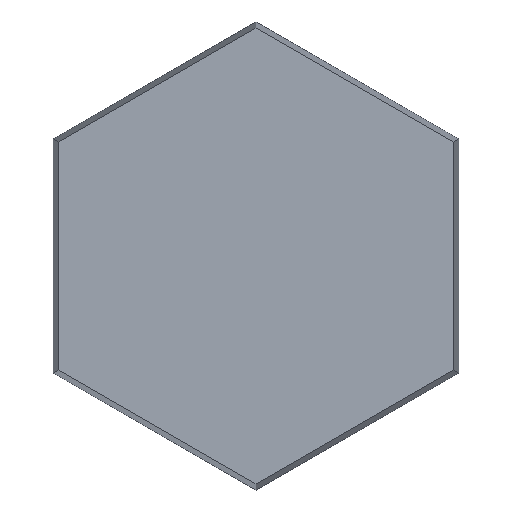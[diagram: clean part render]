
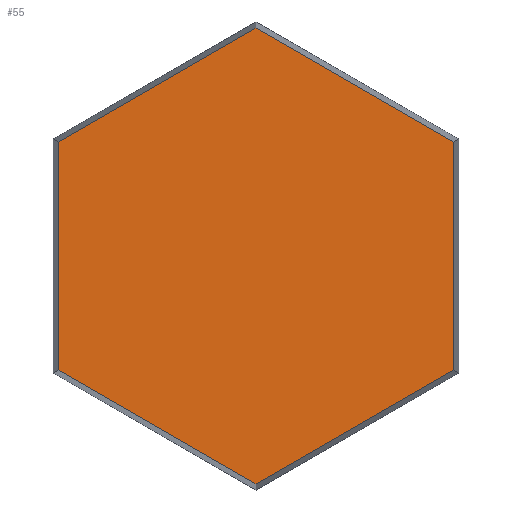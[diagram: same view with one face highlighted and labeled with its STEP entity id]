
A CAD part, front view. The second image highlights one B-rep face of the part: STEP entity #55.
In plain terms, the highlighted planar face has unit normal (0, -1, 0).
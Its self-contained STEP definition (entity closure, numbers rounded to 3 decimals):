
#55 = ADVANCED_FACE( '', ( #107 ), #108, .F. );
#107 = FACE_OUTER_BOUND( '', #150, .T. );
#108 = PLANE( '', #151 );
#150 = EDGE_LOOP( '', ( #230, #231, #232, #233, #234, #235 ) );
#151 = AXIS2_PLACEMENT_3D( '', #236, #237, #238 );
#230 = ORIENTED_EDGE( '', *, *, #263, .F. );
#231 = ORIENTED_EDGE( '', *, *, #255, .F. );
#232 = ORIENTED_EDGE( '', *, *, #247, .F. );
#233 = ORIENTED_EDGE( '', *, *, #268, .F. );
#234 = ORIENTED_EDGE( '', *, *, #242, .F. );
#235 = ORIENTED_EDGE( '', *, *, #260, .F. );
#236 = CARTESIAN_POINT( '', ( 0., 0., 0. ) );
#237 = DIRECTION( '', ( 0., 1., 0. ) );
#238 = DIRECTION( '', ( 0., 0., 1. ) );
#242 = EDGE_CURVE( '', #275, #277, #278, .T. );
#247 = EDGE_CURVE( '', #284, #286, #287, .T. );
#255 = EDGE_CURVE( '', #286, #298, #299, .T. );
#260 = EDGE_CURVE( '', #304, #275, #306, .T. );
#263 = EDGE_CURVE( '', #298, #304, #309, .T. );
#268 = EDGE_CURVE( '', #277, #284, #315, .T. );
#275 = VERTEX_POINT( '', #323 );
#277 = VERTEX_POINT( '', #326 );
#278 = LINE( '', #327, #328 );
#284 = VERTEX_POINT( '', #336 );
#286 = VERTEX_POINT( '', #339 );
#287 = LINE( '', #340, #341 );
#298 = VERTEX_POINT( '', #354 );
#299 = LINE( '', #355, #356 );
#304 = VERTEX_POINT( '', #363 );
#306 = LINE( '', #366, #367 );
#309 = LINE( '', #371, #372 );
#315 = LINE( '', #379, #380 );
#323 = CARTESIAN_POINT( '', ( 0., 0., 14.056 ) );
#326 = CARTESIAN_POINT( '', ( 12.173, 0., 7.028 ) );
#327 = CARTESIAN_POINT( '', ( 6.086, 0., 10.542 ) );
#328 = VECTOR( '', #385, 1000. );
#336 = CARTESIAN_POINT( '', ( 12.173, 0., -7.028 ) );
#339 = CARTESIAN_POINT( '', ( 0., 0., -14.056 ) );
#340 = CARTESIAN_POINT( '', ( 6.086, 0., -10.542 ) );
#341 = VECTOR( '', #389, 1000. );
#354 = CARTESIAN_POINT( '', ( -12.173, 0., -7.028 ) );
#355 = CARTESIAN_POINT( '', ( -6.086, 0., -10.542 ) );
#356 = VECTOR( '', #398, 1000. );
#363 = CARTESIAN_POINT( '', ( -12.173, 0., 7.028 ) );
#366 = CARTESIAN_POINT( '', ( -6.086, 0., 10.542 ) );
#367 = VECTOR( '', #402, 1000. );
#371 = CARTESIAN_POINT( '', ( -12.173, 0., 0. ) );
#372 = VECTOR( '', #404, 1000. );
#379 = CARTESIAN_POINT( '', ( 12.173, 0., 0. ) );
#380 = VECTOR( '', #409, 1000. );
#385 = DIRECTION( '', ( 0.866, 0., -0.5 ) );
#389 = DIRECTION( '', ( -0.866, 0., -0.5 ) );
#398 = DIRECTION( '', ( -0.866, 0., 0.5 ) );
#402 = DIRECTION( '', ( 0.866, 0., 0.5 ) );
#404 = DIRECTION( '', ( 0., 0., 1. ) );
#409 = DIRECTION( '', ( 0., 0., -1. ) );
